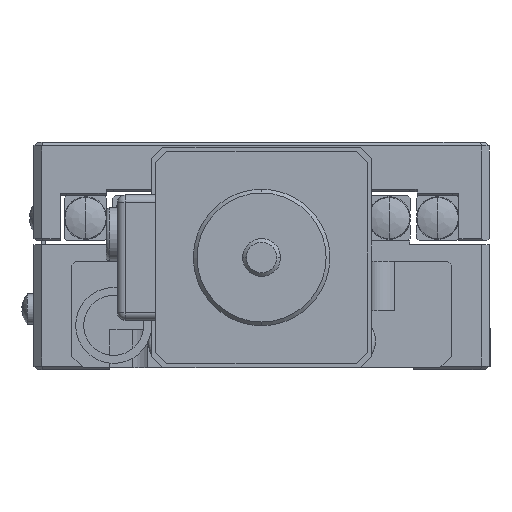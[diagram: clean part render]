
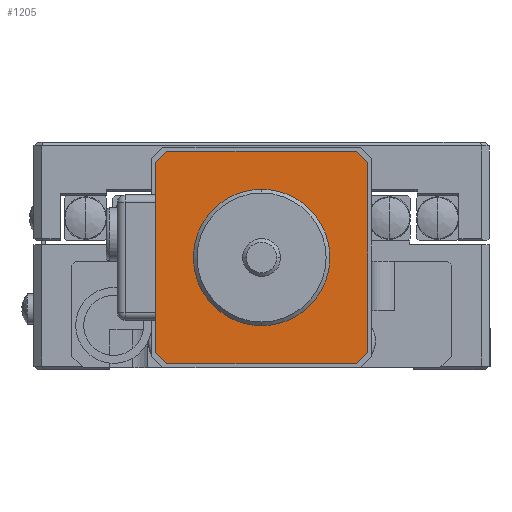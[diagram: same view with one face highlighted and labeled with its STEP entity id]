
A CAD part, front view. The second image highlights one B-rep face of the part: STEP entity #1205.
In plain terms, the highlighted planar face has unit normal (0, -1, 0).
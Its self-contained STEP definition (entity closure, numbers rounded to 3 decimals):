
#199 = ORIENTED_EDGE ( 'NONE', *, *, #2003, .T. ) ;
#274 = CARTESIAN_POINT ( 'NONE',  ( -14., -95., 28.8 ) ) ;
#304 = DIRECTION ( 'NONE',  ( -0.707, 0., 0.707 ) ) ;
#508 = ORIENTED_EDGE ( 'NONE', *, *, #6560, .T. ) ;
#523 = CARTESIAN_POINT ( 'NONE',  ( -2.5, -95., 14.8 ) ) ;
#1205 = ADVANCED_FACE ( 'NONE', ( #10646, #1324 ), #28314, .F. ) ;
#1324 = FACE_OUTER_BOUND ( 'NONE', #27334, .T. ) ;
#1429 = VERTEX_POINT ( 'NONE', #523 ) ;
#1794 = VERTEX_POINT ( 'NONE', #9373 ) ;
#2003 = EDGE_CURVE ( 'NONE', #2750, #2558, #27330, .T. ) ;
#2189 = VECTOR ( 'NONE', #10491, 1000. ) ;
#2558 = VERTEX_POINT ( 'NONE', #4219 ) ;
#2564 = DIRECTION ( 'NONE',  ( 1., 0., 0. ) ) ;
#2750 = VERTEX_POINT ( 'NONE', #17412 ) ;
#2780 = ORIENTED_EDGE ( 'NONE', *, *, #21487, .T. ) ;
#2830 = DIRECTION ( 'NONE',  ( 0.707, 0., -0.707 ) ) ;
#3605 = CARTESIAN_POINT ( 'NONE',  ( 12.5, -95., 0.8 ) ) ;
#3939 = LINE ( 'NONE', #274, #20678 ) ;
#4217 = CARTESIAN_POINT ( 'NONE',  ( 12.5, -95., 0.8 ) ) ;
#4219 = CARTESIAN_POINT ( 'NONE',  ( 12.5, -95., 28.8 ) ) ;
#4873 = CARTESIAN_POINT ( 'NONE',  ( 14., -95., 28.8 ) ) ;
#5408 = VECTOR ( 'NONE', #304, 1000. ) ;
#5782 = LINE ( 'NONE', #4873, #23998 ) ;
#6560 = EDGE_CURVE ( 'NONE', #23593, #17849, #17112, .T. ) ;
#7014 = EDGE_LOOP ( 'NONE', ( #11201, #13521 ) ) ;
#7022 = DIRECTION ( 'NONE',  ( 0., 1., 0. ) ) ;
#7914 = CARTESIAN_POINT ( 'NONE',  ( -14., -95., 2.3 ) ) ;
#9268 = EDGE_CURVE ( 'NONE', #2750, #17849, #15614, .T. ) ;
#9373 = CARTESIAN_POINT ( 'NONE',  ( 2.5, -95., 14.8 ) ) ;
#9951 = VECTOR ( 'NONE', #30322, 1000. ) ;
#10491 = DIRECTION ( 'NONE',  ( 0., 0., -1. ) ) ;
#10646 = FACE_BOUND ( 'NONE', #7014, .T. ) ;
#11201 = ORIENTED_EDGE ( 'NONE', *, *, #29028, .F. ) ;
#11514 = CARTESIAN_POINT ( 'NONE',  ( -12.5, -95., 28.8 ) ) ;
#11859 = CARTESIAN_POINT ( 'NONE',  ( 14., -95., 27.3 ) ) ;
#11981 = CARTESIAN_POINT ( 'NONE',  ( 0., -95., 14.8 ) ) ;
#12938 = VERTEX_POINT ( 'NONE', #26858 ) ;
#13521 = ORIENTED_EDGE ( 'NONE', *, *, #27080, .F. ) ;
#13586 = DIRECTION ( 'NONE',  ( -1., 0., 0. ) ) ;
#13724 = CARTESIAN_POINT ( 'NONE',  ( 0., -95., 14.8 ) ) ;
#13771 = DIRECTION ( 'NONE',  ( 0.707, 0., 0.707 ) ) ;
#14508 = AXIS2_PLACEMENT_3D ( 'NONE', #11981, #7022, #18646 ) ;
#14905 = CIRCLE ( 'NONE', #28309, 2.5 ) ;
#15614 = LINE ( 'NONE', #20385, #2189 ) ;
#16281 = LINE ( 'NONE', #28226, #9951 ) ;
#16959 = VERTEX_POINT ( 'NONE', #25473 ) ;
#17046 = EDGE_CURVE ( 'NONE', #29113, #16959, #3939, .T. ) ;
#17112 = LINE ( 'NONE', #4217, #27167 ) ;
#17131 = ORIENTED_EDGE ( 'NONE', *, *, #9268, .F. ) ;
#17153 = VECTOR ( 'NONE', #2830, 1000. ) ;
#17412 = CARTESIAN_POINT ( 'NONE',  ( 14., -95., 27.3 ) ) ;
#17849 = VERTEX_POINT ( 'NONE', #28083 ) ;
#17987 = DIRECTION ( 'NONE',  ( -1., 0., 0. ) ) ;
#17988 = DIRECTION ( 'NONE',  ( -1., 0., 0. ) ) ;
#18646 = DIRECTION ( 'NONE',  ( 1., 0., 0. ) ) ;
#18795 = AXIS2_PLACEMENT_3D ( 'NONE', #13724, #30359, #17988 ) ;
#18821 = CARTESIAN_POINT ( 'NONE',  ( -14., -95., 2.3 ) ) ;
#19245 = DIRECTION ( 'NONE',  ( 0., 0., 1. ) ) ;
#19810 = LINE ( 'NONE', #7914, #17153 ) ;
#20067 = LINE ( 'NONE', #26255, #26755 ) ;
#20385 = CARTESIAN_POINT ( 'NONE',  ( 14., -95., 28.8 ) ) ;
#20409 = CARTESIAN_POINT ( 'NONE',  ( 0., -95., 14.8 ) ) ;
#20668 = EDGE_CURVE ( 'NONE', #23593, #12938, #20067, .T. ) ;
#20678 = VECTOR ( 'NONE', #19245, 1000. ) ;
#21050 = VERTEX_POINT ( 'NONE', #11514 ) ;
#21311 = CIRCLE ( 'NONE', #18795, 2.5 ) ;
#21487 = EDGE_CURVE ( 'NONE', #21050, #16959, #16281, .T. ) ;
#22865 = ORIENTED_EDGE ( 'NONE', *, *, #17046, .F. ) ;
#23593 = VERTEX_POINT ( 'NONE', #3605 ) ;
#23614 = ORIENTED_EDGE ( 'NONE', *, *, #20668, .F. ) ;
#23998 = VECTOR ( 'NONE', #2564, 1000. ) ;
#24384 = EDGE_CURVE ( 'NONE', #21050, #2558, #5782, .T. ) ;
#25473 = CARTESIAN_POINT ( 'NONE',  ( -14., -95., 27.3 ) ) ;
#25655 = ORIENTED_EDGE ( 'NONE', *, *, #26111, .T. ) ;
#26111 = EDGE_CURVE ( 'NONE', #29113, #12938, #19810, .T. ) ;
#26255 = CARTESIAN_POINT ( 'NONE',  ( 14., -95., 0.8 ) ) ;
#26755 = VECTOR ( 'NONE', #13586, 1000. ) ;
#26858 = CARTESIAN_POINT ( 'NONE',  ( -12.5, -95., 0.8 ) ) ;
#27080 = EDGE_CURVE ( 'NONE', #1794, #1429, #14905, .T. ) ;
#27167 = VECTOR ( 'NONE', #13771, 1000. ) ;
#27257 = DIRECTION ( 'NONE',  ( 0., -1., 0. ) ) ;
#27330 = LINE ( 'NONE', #11859, #5408 ) ;
#27334 = EDGE_LOOP ( 'NONE', ( #23614, #508, #17131, #199, #27592, #2780, #22865, #25655 ) ) ;
#27592 = ORIENTED_EDGE ( 'NONE', *, *, #24384, .F. ) ;
#28083 = CARTESIAN_POINT ( 'NONE',  ( 14., -95., 2.3 ) ) ;
#28226 = CARTESIAN_POINT ( 'NONE',  ( -12.5, -95., 28.8 ) ) ;
#28309 = AXIS2_PLACEMENT_3D ( 'NONE', #20409, #27257, #17987 ) ;
#28314 = PLANE ( 'NONE',  #14508 ) ;
#29028 = EDGE_CURVE ( 'NONE', #1429, #1794, #21311, .T. ) ;
#29113 = VERTEX_POINT ( 'NONE', #18821 ) ;
#30322 = DIRECTION ( 'NONE',  ( -0.707, 0., -0.707 ) ) ;
#30359 = DIRECTION ( 'NONE',  ( 0., -1., 0. ) ) ;
